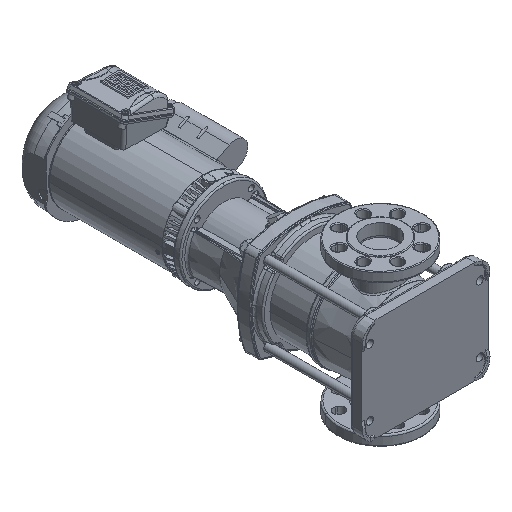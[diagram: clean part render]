
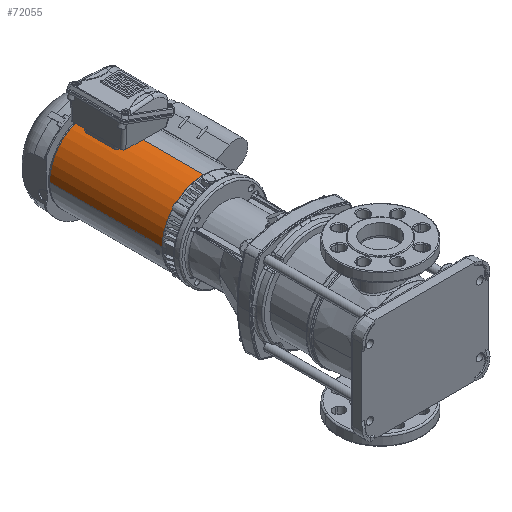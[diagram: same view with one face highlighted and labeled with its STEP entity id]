
A CAD part, isometric view. The second image highlights one B-rep face of the part: STEP entity #72055.
In plain terms, the highlighted cylindrical face has radius 81.875 mm (diameter 163.75 mm), a partial arc.
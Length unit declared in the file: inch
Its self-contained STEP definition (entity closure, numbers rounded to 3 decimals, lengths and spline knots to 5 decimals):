
#1657 = CARTESIAN_POINT ( 'NONE',  ( 0., 0., 0. ) ) ;
#2377 = VECTOR ( 'NONE', #110395, 39.37008 ) ;
#4730 = VERTEX_POINT ( 'NONE', #57646 ) ;
#6204 = VERTEX_POINT ( 'NONE', #24240 ) ;
#10223 = CIRCLE ( 'NONE', #103819, 3.22343 ) ;
#19886 = CARTESIAN_POINT ( 'NONE',  ( 0., -3.22343, 0.00056 ) ) ;
#23289 = DIRECTION ( 'NONE',  ( 0., 0., -1. ) ) ;
#24240 = CARTESIAN_POINT ( 'NONE',  ( -8.66142, 0., 3.22343 ) ) ;
#34982 = VECTOR ( 'NONE', #100339, 39.37008 ) ;
#43873 = EDGE_CURVE ( 'NONE', #131106, #4730, #10223, .T. ) ;
#44223 = DIRECTION ( 'NONE',  ( -1., 0., 0. ) ) ;
#52714 = AXIS2_PLACEMENT_3D ( 'NONE', #53698, #64830, #65501 ) ;
#53698 = CARTESIAN_POINT ( 'NONE',  ( -8.66142, 0., 0. ) ) ;
#57646 = CARTESIAN_POINT ( 'NONE',  ( 0., 0., 3.22343 ) ) ;
#64244 = AXIS2_PLACEMENT_3D ( 'NONE', #79536, #90003, #132565 ) ;
#64830 = DIRECTION ( 'NONE',  ( 1., 0., 0. ) ) ;
#65501 = DIRECTION ( 'NONE',  ( 0., 0., 1. ) ) ;
#67966 = EDGE_CURVE ( 'NONE', #6204, #135833, #86062, .T. ) ;
#68300 = EDGE_CURVE ( 'NONE', #131106, #135833, #88488, .T. ) ;
#72055 = ADVANCED_FACE ( 'NONE', ( #99793 ), #131890, .T. ) ;
#79062 = ORIENTED_EDGE ( 'NONE', *, *, #68300, .F. ) ;
#79536 = CARTESIAN_POINT ( 'NONE',  ( 21.79335, 0., 0. ) ) ;
#86062 = CIRCLE ( 'NONE', #52714, 3.22343 ) ;
#86737 = CARTESIAN_POINT ( 'NONE',  ( 21.79335, 0., 3.22343 ) ) ;
#88488 = LINE ( 'NONE', #110787, #34982 ) ;
#89466 = LINE ( 'NONE', #86737, #2377 ) ;
#90003 = DIRECTION ( 'NONE',  ( -1., 0., 0. ) ) ;
#95637 = CARTESIAN_POINT ( 'NONE',  ( -8.66142, -3.22343, 0.00056 ) ) ;
#96647 = ORIENTED_EDGE ( 'NONE', *, *, #67966, .T. ) ;
#99793 = FACE_OUTER_BOUND ( 'NONE', #118498, .T. ) ;
#100060 = ORIENTED_EDGE ( 'NONE', *, *, #135477, .T. ) ;
#100339 = DIRECTION ( 'NONE',  ( -1., 0., 0. ) ) ;
#103819 = AXIS2_PLACEMENT_3D ( 'NONE', #1657, #44223, #23289 ) ;
#110202 = ORIENTED_EDGE ( 'NONE', *, *, #43873, .T. ) ;
#110395 = DIRECTION ( 'NONE',  ( -1., 0., 0. ) ) ;
#110787 = CARTESIAN_POINT ( 'NONE',  ( 21.79335, -3.22343, 0.00056 ) ) ;
#118498 = EDGE_LOOP ( 'NONE', ( #110202, #100060, #96647, #79062 ) ) ;
#131106 = VERTEX_POINT ( 'NONE', #19886 ) ;
#131890 = CYLINDRICAL_SURFACE ( 'NONE', #64244, 3.22343 ) ;
#132565 = DIRECTION ( 'NONE',  ( 0., 0., 1. ) ) ;
#135477 = EDGE_CURVE ( 'NONE', #4730, #6204, #89466, .T. ) ;
#135833 = VERTEX_POINT ( 'NONE', #95637 ) ;
